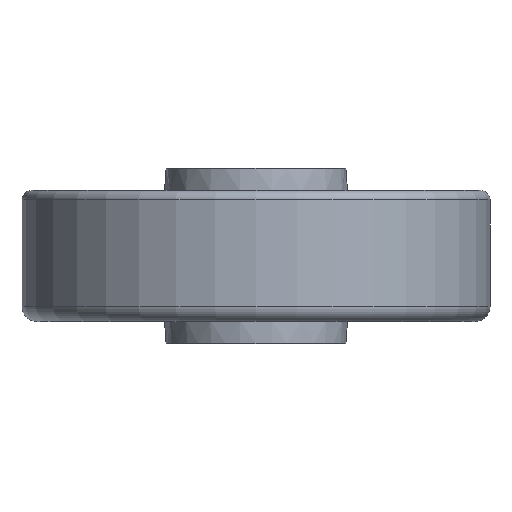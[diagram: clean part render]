
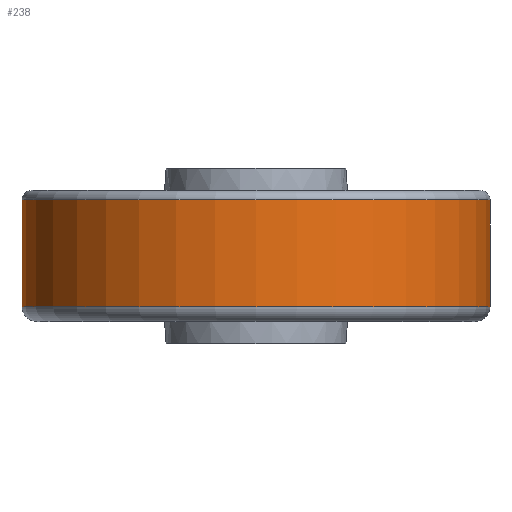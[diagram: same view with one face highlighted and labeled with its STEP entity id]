
A CAD part, front view. The second image highlights one B-rep face of the part: STEP entity #238.
In plain terms, the highlighted cylindrical face has radius 62.5 mm (diameter 125 mm), a partial arc.
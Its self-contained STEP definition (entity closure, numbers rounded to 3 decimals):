
#78 = FACE_OUTER_BOUND ( 'NONE', #615, .T. ) ;
#161 = LINE ( 'NONE', #882, #593 ) ;
#218 = CYLINDRICAL_SURFACE ( 'NONE', #1823, 62.5 ) ;
#238 = ADVANCED_FACE ( 'NONE', ( #78 ), #218, .T. ) ;
#250 = DIRECTION ( 'NONE',  ( 0., 0., 1. ) ) ;
#383 = DIRECTION ( 'NONE',  ( 0., 0., -1. ) ) ;
#484 = VERTEX_POINT ( 'NONE', #549 ) ;
#525 = AXIS2_PLACEMENT_3D ( 'NONE', #1852, #383, #1299 ) ;
#548 = DIRECTION ( 'NONE',  ( 1., 0., 0. ) ) ;
#549 = CARTESIAN_POINT ( 'NONE',  ( 62.5, 0., -13.5 ) ) ;
#593 = VECTOR ( 'NONE', #1032, 1000. ) ;
#615 = EDGE_LOOP ( 'NONE', ( #661, #1379, #646, #1739 ) ) ;
#639 = CARTESIAN_POINT ( 'NONE',  ( 62.5, 0., 15. ) ) ;
#644 = DIRECTION ( 'NONE',  ( 0., 0., 1. ) ) ;
#646 = ORIENTED_EDGE ( 'NONE', *, *, #1292, .T. ) ;
#661 = ORIENTED_EDGE ( 'NONE', *, *, #1355, .F. ) ;
#690 = CIRCLE ( 'NONE', #1244, 62.5 ) ;
#706 = EDGE_CURVE ( 'NONE', #1135, #1246, #932, .T. ) ;
#711 = CARTESIAN_POINT ( 'NONE',  ( -62.5, 0., -13.5 ) ) ;
#753 = CARTESIAN_POINT ( 'NONE',  ( -62.5, 0., 15. ) ) ;
#882 = CARTESIAN_POINT ( 'NONE',  ( 62.5, 0., 0. ) ) ;
#932 = CIRCLE ( 'NONE', #525, 62.5 ) ;
#1032 = DIRECTION ( 'NONE',  ( 0., 0., 1. ) ) ;
#1108 = CARTESIAN_POINT ( 'NONE',  ( -62.5, 0., 0. ) ) ;
#1119 = VECTOR ( 'NONE', #644, 1000. ) ;
#1135 = VERTEX_POINT ( 'NONE', #639 ) ;
#1244 = AXIS2_PLACEMENT_3D ( 'NONE', #1752, #250, #1425 ) ;
#1246 = VERTEX_POINT ( 'NONE', #753 ) ;
#1292 = EDGE_CURVE ( 'NONE', #484, #1135, #161, .T. ) ;
#1299 = DIRECTION ( 'NONE',  ( 1., 0., 0. ) ) ;
#1355 = EDGE_CURVE ( 'NONE', #1440, #1246, #1781, .T. ) ;
#1379 = ORIENTED_EDGE ( 'NONE', *, *, #1860, .T. ) ;
#1425 = DIRECTION ( 'NONE',  ( -1., 0., 0. ) ) ;
#1440 = VERTEX_POINT ( 'NONE', #711 ) ;
#1572 = DIRECTION ( 'NONE',  ( 0., 0., 1. ) ) ;
#1733 = CARTESIAN_POINT ( 'NONE',  ( 0., 0., 0. ) ) ;
#1739 = ORIENTED_EDGE ( 'NONE', *, *, #706, .T. ) ;
#1752 = CARTESIAN_POINT ( 'NONE',  ( 0., 0., -13.5 ) ) ;
#1781 = LINE ( 'NONE', #1108, #1119 ) ;
#1823 = AXIS2_PLACEMENT_3D ( 'NONE', #1733, #1572, #548 ) ;
#1852 = CARTESIAN_POINT ( 'NONE',  ( 0., 0., 15. ) ) ;
#1860 = EDGE_CURVE ( 'NONE', #1440, #484, #690, .T. ) ;
